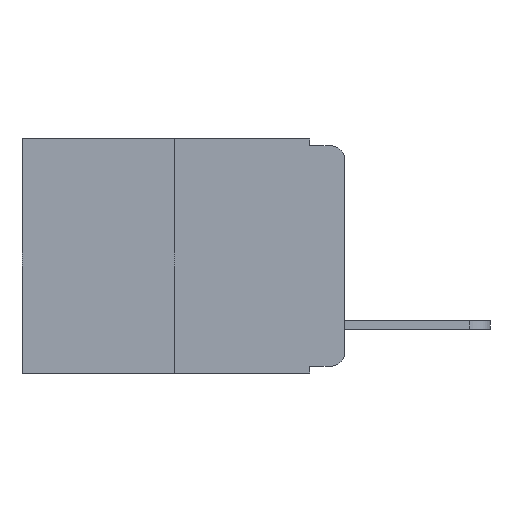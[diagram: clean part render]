
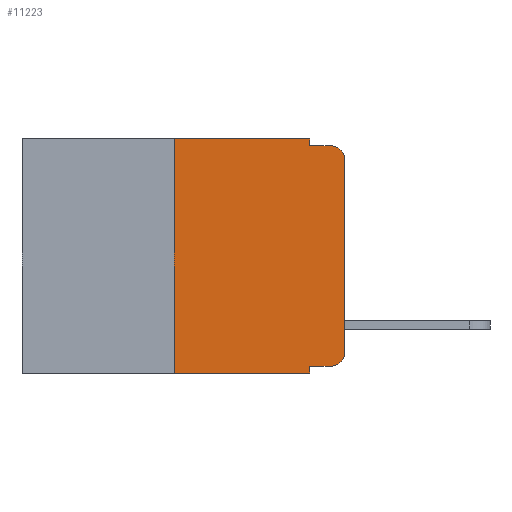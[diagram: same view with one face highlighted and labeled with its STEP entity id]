
A CAD part, left-side view. The second image highlights one B-rep face of the part: STEP entity #11223.
In plain terms, the highlighted planar face has unit normal (-1, 0, 0).
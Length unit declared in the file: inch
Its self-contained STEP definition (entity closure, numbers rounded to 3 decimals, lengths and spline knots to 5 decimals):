
#3 = VECTOR ( 'NONE', #7928, 39.37008 ) ;
#43 = VERTEX_POINT ( 'NONE', #14342 ) ;
#277 = ORIENTED_EDGE ( 'NONE', *, *, #307, .T. ) ;
#307 = EDGE_CURVE ( 'NONE', #11802, #5040, #15315, .T. ) ;
#690 = CARTESIAN_POINT ( 'NONE',  ( 0., 0.473, -0.343 ) ) ;
#953 = CARTESIAN_POINT ( 'NONE',  ( 0., 0., 0. ) ) ;
#1159 = EDGE_CURVE ( 'NONE', #15935, #3282, #13963, .T. ) ;
#1361 = DIRECTION ( 'NONE',  ( 0., 0., -1. ) ) ;
#1429 = ORIENTED_EDGE ( 'NONE', *, *, #5592, .F. ) ;
#1483 = CARTESIAN_POINT ( 'NONE',  ( 0., 0.02, -0.313 ) ) ;
#1922 = DIRECTION ( 'NONE',  ( 0., 0., -1. ) ) ;
#2216 = EDGE_CURVE ( 'NONE', #7369, #43, #15463, .T. ) ;
#2696 = CARTESIAN_POINT ( 'NONE',  ( 0., 0.02, -0.333 ) ) ;
#2844 = CARTESIAN_POINT ( 'NONE',  ( 0., 0.051, 0. ) ) ;
#2949 = LINE ( 'NONE', #9304, #6417 ) ;
#3282 = VERTEX_POINT ( 'NONE', #2696 ) ;
#3345 = DIRECTION ( 'NONE',  ( 0., -1., 0. ) ) ;
#3416 = DIRECTION ( 'NONE',  ( 0., 0., -1. ) ) ;
#3726 = ORIENTED_EDGE ( 'NONE', *, *, #4171, .F. ) ;
#3777 = VERTEX_POINT ( 'NONE', #8108 ) ;
#4072 = VECTOR ( 'NONE', #4089, 39.37008 ) ;
#4089 = DIRECTION ( 'NONE',  ( 0., 0., -1. ) ) ;
#4106 = DIRECTION ( 'NONE',  ( 0., -1., 0. ) ) ;
#4171 = EDGE_CURVE ( 'NONE', #15935, #43, #6180, .T. ) ;
#5040 = VERTEX_POINT ( 'NONE', #8420 ) ;
#5419 = CARTESIAN_POINT ( 'NONE',  ( 0., 0.051, -0.01 ) ) ;
#5583 = DIRECTION ( 'NONE',  ( 0., -1., 0. ) ) ;
#5592 = EDGE_CURVE ( 'NONE', #6078, #8975, #14416, .T. ) ;
#5731 = CARTESIAN_POINT ( 'NONE',  ( 0., 0.051, 0. ) ) ;
#6078 = VERTEX_POINT ( 'NONE', #10443 ) ;
#6180 = LINE ( 'NONE', #2844, #4072 ) ;
#6417 = VECTOR ( 'NONE', #9456, 39.37008 ) ;
#6979 = ORIENTED_EDGE ( 'NONE', *, *, #1159, .T. ) ;
#7113 = CIRCLE ( 'NONE', #9655, 0.02 ) ;
#7252 = EDGE_LOOP ( 'NONE', ( #9233, #277, #8876, #1429, #15262, #14878, #9724, #3726, #6979, #13212 ) ) ;
#7362 = CARTESIAN_POINT ( 'NONE',  ( 0., 0.25, -0.343 ) ) ;
#7369 = VERTEX_POINT ( 'NONE', #7362 ) ;
#7670 = LINE ( 'NONE', #15346, #14631 ) ;
#7823 = CARTESIAN_POINT ( 'NONE',  ( 0., 0., -0.313 ) ) ;
#7913 = DIRECTION ( 'NONE',  ( -1., 0., 0. ) ) ;
#7928 = DIRECTION ( 'NONE',  ( 0., -1., 0. ) ) ;
#8108 = CARTESIAN_POINT ( 'NONE',  ( 0., 0.25, 0. ) ) ;
#8255 = EDGE_CURVE ( 'NONE', #8975, #5040, #14831, .T. ) ;
#8420 = CARTESIAN_POINT ( 'NONE',  ( 0., 0.02, -0.01 ) ) ;
#8631 = LINE ( 'NONE', #953, #12475 ) ;
#8876 = ORIENTED_EDGE ( 'NONE', *, *, #8255, .F. ) ;
#8944 = DIRECTION ( 'NONE',  ( 1., 0., 0. ) ) ;
#8975 = VERTEX_POINT ( 'NONE', #11787 ) ;
#9045 = CARTESIAN_POINT ( 'NONE',  ( 0., 0.473, 0. ) ) ;
#9233 = ORIENTED_EDGE ( 'NONE', *, *, #10277, .T. ) ;
#9304 = CARTESIAN_POINT ( 'NONE',  ( 0., 0.25, 0. ) ) ;
#9364 = FACE_OUTER_BOUND ( 'NONE', #7252, .T. ) ;
#9456 = DIRECTION ( 'NONE',  ( 0., 0., 1. ) ) ;
#9543 = EDGE_CURVE ( 'NONE', #3777, #6078, #7670, .T. ) ;
#9655 = AXIS2_PLACEMENT_3D ( 'NONE', #1483, #12444, #1361 ) ;
#9724 = ORIENTED_EDGE ( 'NONE', *, *, #2216, .T. ) ;
#10277 = EDGE_CURVE ( 'NONE', #12005, #11802, #8631, .T. ) ;
#10351 = AXIS2_PLACEMENT_3D ( 'NONE', #9045, #8944, #14104 ) ;
#10443 = CARTESIAN_POINT ( 'NONE',  ( 0., 0.051, 0. ) ) ;
#11076 = VECTOR ( 'NONE', #3345, 39.37008 ) ;
#11218 = VECTOR ( 'NONE', #5583, 39.37008 ) ;
#11223 = ADVANCED_FACE ( 'NONE', ( #9364 ), #11468, .F. ) ;
#11468 = PLANE ( 'NONE',  #10351 ) ;
#11664 = CARTESIAN_POINT ( 'NONE',  ( 0., 0.051, -0.333 ) ) ;
#11759 = DIRECTION ( 'NONE',  ( 0., 0., 1. ) ) ;
#11787 = CARTESIAN_POINT ( 'NONE',  ( 0., 0.051, -0.01 ) ) ;
#11802 = VERTEX_POINT ( 'NONE', #15114 ) ;
#11921 = CARTESIAN_POINT ( 'NONE',  ( 0., 0.051, -0.333 ) ) ;
#12005 = VERTEX_POINT ( 'NONE', #7823 ) ;
#12444 = DIRECTION ( 'NONE',  ( -1., 0., 0. ) ) ;
#12475 = VECTOR ( 'NONE', #11759, 39.37008 ) ;
#12695 = VECTOR ( 'NONE', #3416, 39.37008 ) ;
#13212 = ORIENTED_EDGE ( 'NONE', *, *, #14861, .T. ) ;
#13282 = AXIS2_PLACEMENT_3D ( 'NONE', #15314, #7913, #1922 ) ;
#13958 = EDGE_CURVE ( 'NONE', #7369, #3777, #2949, .T. ) ;
#13963 = LINE ( 'NONE', #11921, #11076 ) ;
#14104 = DIRECTION ( 'NONE',  ( 0., 0., -1. ) ) ;
#14342 = CARTESIAN_POINT ( 'NONE',  ( 0., 0.051, -0.343 ) ) ;
#14416 = LINE ( 'NONE', #5731, #12695 ) ;
#14631 = VECTOR ( 'NONE', #4106, 39.37008 ) ;
#14831 = LINE ( 'NONE', #5419, #3 ) ;
#14861 = EDGE_CURVE ( 'NONE', #3282, #12005, #7113, .T. ) ;
#14878 = ORIENTED_EDGE ( 'NONE', *, *, #13958, .F. ) ;
#15114 = CARTESIAN_POINT ( 'NONE',  ( 0., 0., -0.03 ) ) ;
#15262 = ORIENTED_EDGE ( 'NONE', *, *, #9543, .F. ) ;
#15314 = CARTESIAN_POINT ( 'NONE',  ( 0., 0.02, -0.03 ) ) ;
#15315 = CIRCLE ( 'NONE', #13282, 0.02 ) ;
#15346 = CARTESIAN_POINT ( 'NONE',  ( 0., 0.473, 0. ) ) ;
#15463 = LINE ( 'NONE', #690, #11218 ) ;
#15935 = VERTEX_POINT ( 'NONE', #11664 ) ;
